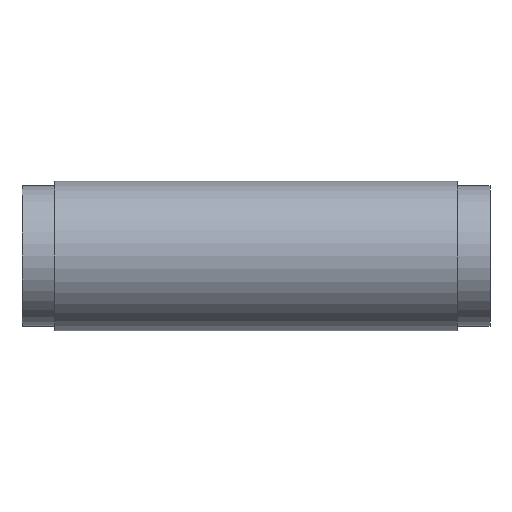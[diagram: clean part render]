
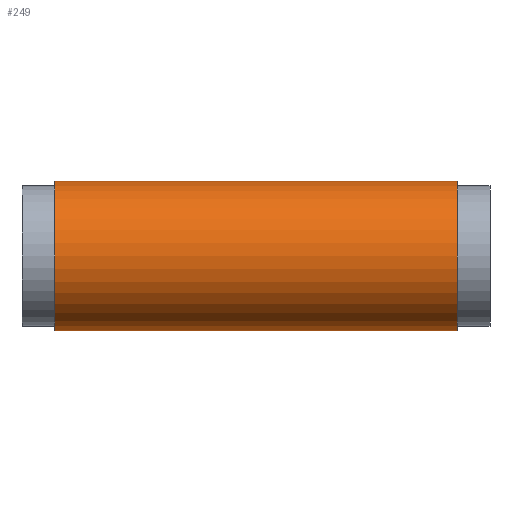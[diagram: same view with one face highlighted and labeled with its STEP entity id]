
A CAD part, left-side view. The second image highlights one B-rep face of the part: STEP entity #249.
In plain terms, the highlighted cylindrical face has radius 16 mm (diameter 32 mm), a partial arc.
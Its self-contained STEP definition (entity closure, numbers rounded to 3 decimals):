
#1 = VECTOR ( 'NONE', #76, 1000. ) ;
#8 = FACE_OUTER_BOUND ( 'NONE', #288, .T. ) ;
#27 = DIRECTION ( 'NONE',  ( 0., -1., 0. ) ) ;
#35 = DIRECTION ( 'NONE',  ( 0., -1., 0. ) ) ;
#36 = CARTESIAN_POINT ( 'NONE',  ( 0., 100., 0. ) ) ;
#40 = CARTESIAN_POINT ( 'NONE',  ( 0., 100., 16. ) ) ;
#43 = DIRECTION ( 'NONE',  ( 0., 0., -1. ) ) ;
#44 = CYLINDRICAL_SURFACE ( 'NONE', #371, 16. ) ;
#57 = CARTESIAN_POINT ( 'NONE',  ( 0., 7., 0. ) ) ;
#65 = ORIENTED_EDGE ( 'NONE', *, *, #241, .T. ) ;
#76 = DIRECTION ( 'NONE',  ( 0., -1., 0. ) ) ;
#79 = VERTEX_POINT ( 'NONE', #303 ) ;
#89 = CARTESIAN_POINT ( 'NONE',  ( 0., 100., -16. ) ) ;
#94 = LINE ( 'NONE', #40, #1 ) ;
#97 = DIRECTION ( 'NONE',  ( 0., -1., 0. ) ) ;
#102 = DIRECTION ( 'NONE',  ( 0., 0., 1. ) ) ;
#104 = DIRECTION ( 'NONE',  ( 0., 1., 0. ) ) ;
#107 = CARTESIAN_POINT ( 'NONE',  ( 0., 93., 0. ) ) ;
#113 = LINE ( 'NONE', #89, #262 ) ;
#120 = CIRCLE ( 'NONE', #289, 16. ) ;
#141 = ORIENTED_EDGE ( 'NONE', *, *, #207, .F. ) ;
#152 = VERTEX_POINT ( 'NONE', #253 ) ;
#175 = CARTESIAN_POINT ( 'NONE',  ( 0., 93., 16. ) ) ;
#178 = VERTEX_POINT ( 'NONE', #175 ) ;
#182 = ORIENTED_EDGE ( 'NONE', *, *, #240, .F. ) ;
#207 = EDGE_CURVE ( 'NONE', #79, #178, #120, .T. ) ;
#211 = ORIENTED_EDGE ( 'NONE', *, *, #315, .F. ) ;
#238 = CIRCLE ( 'NONE', #359, 16. ) ;
#240 = EDGE_CURVE ( 'NONE', #178, #339, #94, .T. ) ;
#241 = EDGE_CURVE ( 'NONE', #79, #152, #113, .T. ) ;
#249 = ADVANCED_FACE ( 'NONE', ( #8 ), #44, .T. ) ;
#253 = CARTESIAN_POINT ( 'NONE',  ( 0., 7., -16. ) ) ;
#262 = VECTOR ( 'NONE', #35, 1000. ) ;
#288 = EDGE_LOOP ( 'NONE', ( #182, #141, #65, #211 ) ) ;
#289 = AXIS2_PLACEMENT_3D ( 'NONE', #107, #104, #102 ) ;
#297 = CARTESIAN_POINT ( 'NONE',  ( 0., 7., 16. ) ) ;
#303 = CARTESIAN_POINT ( 'NONE',  ( 0., 93., -16. ) ) ;
#315 = EDGE_CURVE ( 'NONE', #339, #152, #238, .T. ) ;
#339 = VERTEX_POINT ( 'NONE', #297 ) ;
#354 = DIRECTION ( 'NONE',  ( 0., 0., -1. ) ) ;
#359 = AXIS2_PLACEMENT_3D ( 'NONE', #57, #97, #354 ) ;
#371 = AXIS2_PLACEMENT_3D ( 'NONE', #36, #27, #43 ) ;
